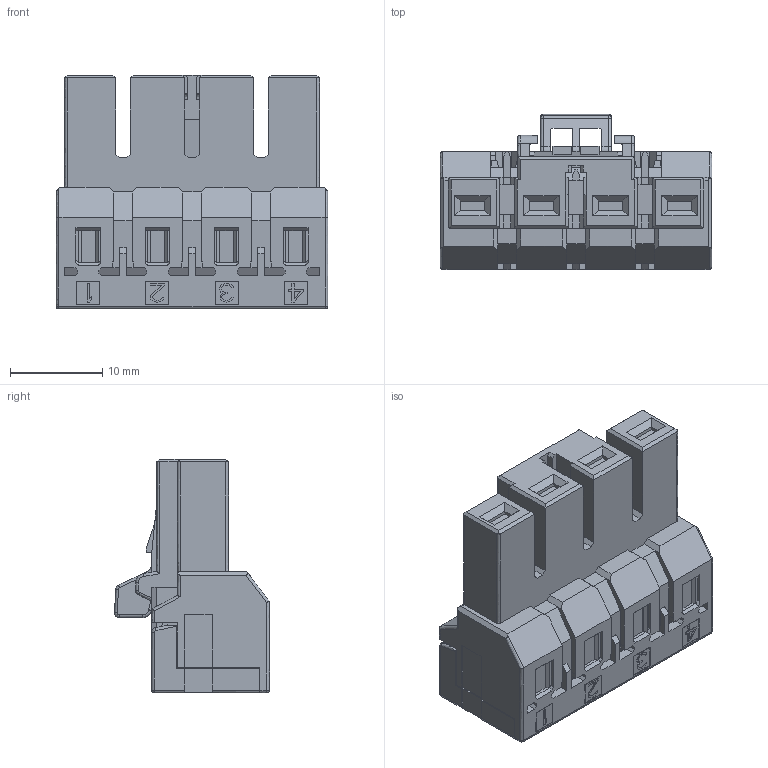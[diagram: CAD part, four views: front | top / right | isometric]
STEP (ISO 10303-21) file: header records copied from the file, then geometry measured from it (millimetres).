
FILE_DESCRIPTION( ('This file contains a STEP AP42 implementation' ,'as created by ZW3D STEP Interface translator.') ,'2;1' );
FILE_NAME( 'WJ9KS-7.5-04P-00A.stp' ,'24 829.10 3 8', (''), ('ZWCAD Software Co.'), 'Version 1.0', 'ZW3D to STEP translator', '' );
FILE_SCHEMA(('AUTOMOTIVE_DESIGN'));
Length unit declared in the file: millimetre
Products named in the file (1): 0
Bounding box: 29.5 x 16.84 x 25.4 mm (x, y, z)
Volume: 6096.5 mm3; surface area: 4298.2 mm2
Topology: 1 solids, 1 shells, 846 faces, 2391 edges, 1546 vertices
Faces by surface type: bspline 846
Entity records: 26617 total; most frequent: CARTESIAN_POINT 11479, ORIENTED_EDGE 4774, EDGE_CURVE 2387, B_SPLINE_CURVE_WITH_KNOTS 2215, VERTEX_POINT 1546, EDGE_LOOP 877, FACE_OUTER_BOUND 846, ADVANCED_FACE 846
